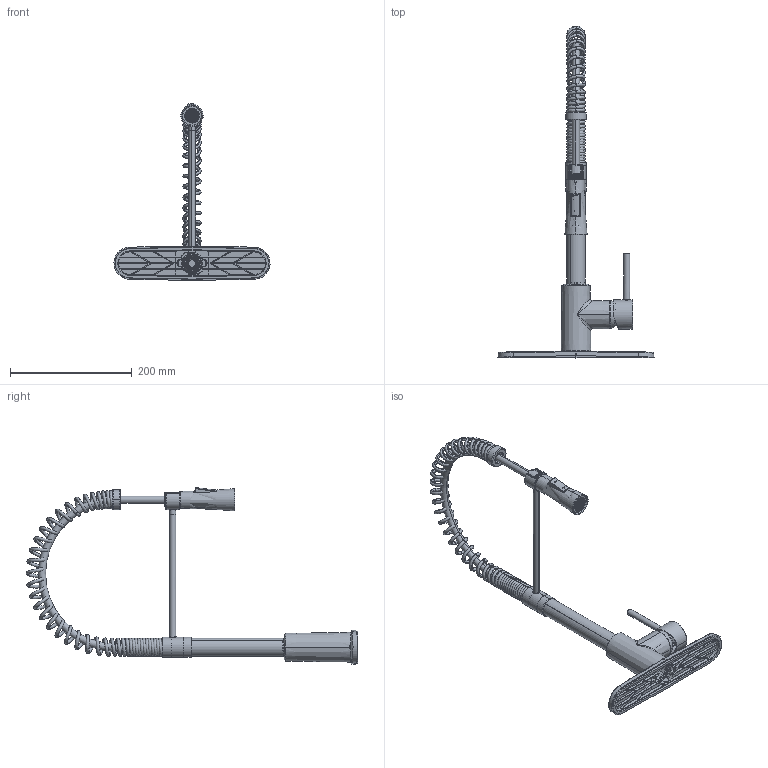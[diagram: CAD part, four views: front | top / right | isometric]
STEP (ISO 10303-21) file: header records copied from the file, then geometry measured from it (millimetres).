
FILE_DESCRIPTION((''),'2;1');
FILE_NAME('336242_ASM_ASM','2021-02-26T',('51336'),(''),'CREO PARAMETRIC BY PTC INC, 2018360','CREO PARAMETRIC BY PTC INC, 2018360','');
FILE_SCHEMA(('CONFIG_CONTROL_DESIGN'));
Products named in the file (31): 3361-407-B_1; 3361-408_1; 3361-103_1; 3361-201_1; 3361-410_1; 3361-305-1_1; 3361-409_1; 3361-109_2; 3361-306_1; 3362-405_1; 3560-102_1; 3362-102_1; 3539-202-L545_1; A010-02_42_1_1_1_1; A008-01-00_ASM_16_ASM_ASM_1_ASM_ASM; A008-01_34_1_1_1_1; A008-03_24_1_1_1_1; A008-04_6_1_1_1_1; A008-04_ASM_9_ASM_ASM_1_ASM_1_A_ASM; A008-QIPAOQI_7_1_1_1_1; A008-05_15_1_1_1_1; A008_ASM_28_ASM_ASM_1_ASM_1_ASM_ASM; A008_ASM_ASM_ASM_1_ASM_1_ASM_1__ASM; __ASM_1_ASM_1_ASM_1_ASM_1_ASM; 28嶽務倛__1_ASM; 3362-410_1; CLG_1; 3369-401_2_1; 3361-408_3_1_1_1; 336242_ASM_1_ASM; 336242_ASM_ASM
Assembly tree (32 placements, depth 8):
  336242_ASM_ASM
    336242_ASM_1_ASM
      3361-407-B_1
      3361-408_1
      3361-103_1  x2
      3361-201_1  x2
      3361-410_1
      3361-305-1_1
      3361-409_1
      3361-109_2
      3361-306_1
      3362-405_1
      3560-102_1
      3362-102_1
      3539-202-L545_1
      28嶽務倛__1_ASM
        __ASM_1_ASM_1_ASM_1_ASM_1_ASM
          A008_ASM_ASM_ASM_1_ASM_1_ASM_1__ASM
            A008_ASM_28_ASM_ASM_1_ASM_1_ASM_ASM
              A008-01-00_ASM_16_ASM_ASM_1_ASM_ASM
                A010-02_42_1_1_1_1
              A008-01_34_1_1_1_1
              A008-04_ASM_9_ASM_ASM_1_ASM_1_A_ASM
                A008-03_24_1_1_1_1
                A008-04_6_1_1_1_1
              A008-QIPAOQI_7_1_1_1_1
              A008-05_15_1_1_1_1
      3362-410_1
      CLG_1
      3369-401_2_1
      3361-408_3_1_1_1
Bounding box: 256.09 x 544.69 x 290.28 mm (x, y, z)
Volume: 382247.8 mm3; surface area: 331843.7 mm2
Topology: 25 solids, 25 shells, 3834 faces, 10212 edges, 6682 vertices
Faces by surface type: plane 2228, cylinder 526, bspline 507, cone 335, torus 197, sphere 28, extrusion 13
Entity records: 262898 total; most frequent: CARTESIAN_POINT 171251, ORIENTED_EDGE 20316, DIRECTION 16579, EDGE_CURVE 10158, VERTEX_POINT 6670, VECTOR 5857, LINE 5844, AXIS2_PLACEMENT_3D 5361
